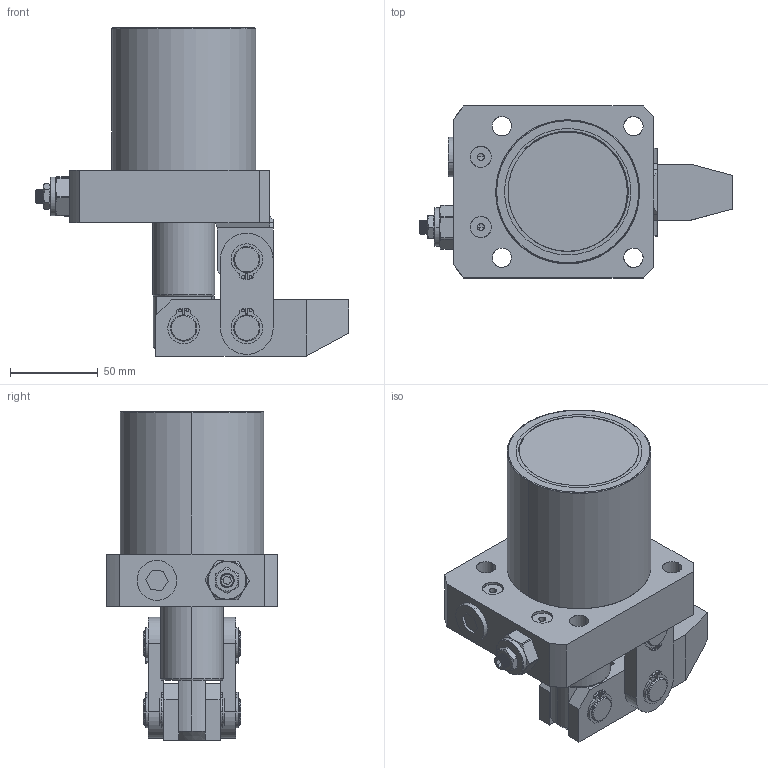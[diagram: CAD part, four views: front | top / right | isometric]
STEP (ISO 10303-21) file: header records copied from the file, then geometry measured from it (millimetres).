
FILE_DESCRIPTION (( 'STEP AP214' ), '1' );
FILE_NAME ('CHLC-FAMT63.STEP', '2019-04-20T03:01:03', ( '' ), ( '' ), 'SwSTEP 2.0', 'SolidWorks 2016', '' );
FILE_SCHEMA (( 'AUTOMOTIVE_DESIGN' ));
Length unit declared in the file: millimetre
Products named in the file (12): 掛极; CHLC-FAMT63; M5; 盓傅; 黑芛; CZL30覃厒概; 傻种; 揤旋; 种; 蟀裝; 縐銅; 活塞杆
Assembly tree (19 placements, depth 2):
  CHLC-FAMT63
    掛极
    活塞杆
    縐銅  x6
    蟀裝  x2
    种  x2
    揤旋
    傻种
    CZL30覃厒概
    黑芛
    盓傅
    M5  x2
Bounding box: 178.5 x 98 x 187 mm (x, y, z)
Volume: 302711.7 mm3; surface area: 181148.2 mm2
Topology: 22 solids, 155 shells, 981 faces, 2778 edges, 2002 vertices
Faces by surface type: cylinder 425, plane 239, cone 171, bspline 146
Entity records: 88142 total; most frequent: CARTESIAN_POINT 68916, ORIENTED_EDGE 3881, DIRECTION 3450, EDGE_CURVE 2245, VERTEX_POINT 1660, AXIS2_PLACEMENT_3D 1298, EDGE_LOOP 871, VECTOR 854
